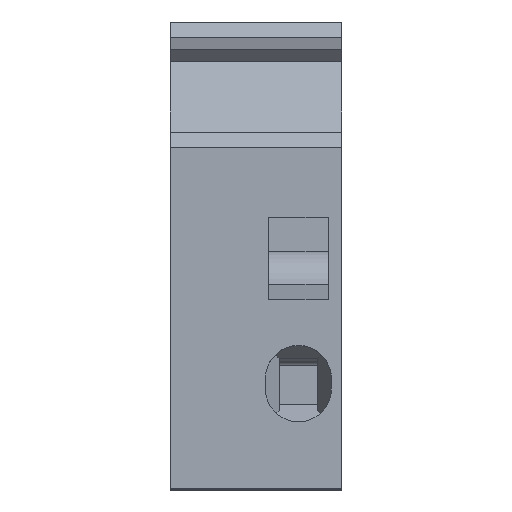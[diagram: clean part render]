
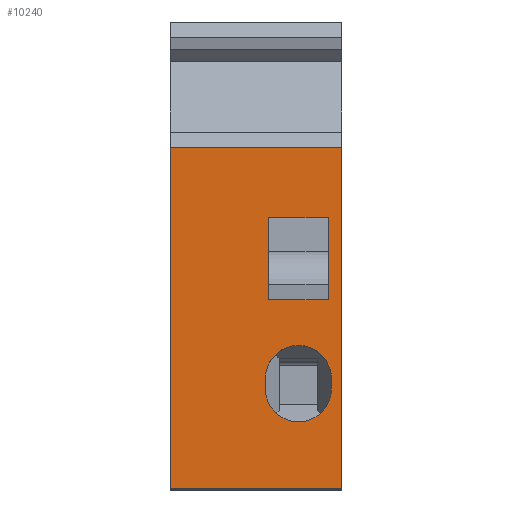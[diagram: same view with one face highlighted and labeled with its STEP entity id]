
A CAD part, top view. The second image highlights one B-rep face of the part: STEP entity #10240.
In plain terms, the highlighted face is planar.
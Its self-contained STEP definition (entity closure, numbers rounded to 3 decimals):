
#450=CARTESIAN_POINT('',(-8.807,57.987,
53.22));
#460=VERTEX_POINT('',#450);
#490=CARTESIAN_POINT('',(-5.971,57.987,
53.22));
#500=DIRECTION('',(1.,0.,0.));
#510=VECTOR('',#500,1.);
#520=LINE('',#490,#510);
#530=CARTESIAN_POINT('',(7.493,57.987,
53.22));
#540=VERTEX_POINT('',#530);
#550=EDGE_CURVE('',#460,#540,#520,.T.);
#9240=CARTESIAN_POINT('',(7.079,57.987,
45.07));
#9250=DIRECTION('',(0.,-1.,0.));
#9260=DIRECTION('',(1.,0.,0.));
#9270=AXIS2_PLACEMENT_3D('',#9240,#9250,#9260);
#9280=PLANE('',#9270);
#9290=CARTESIAN_POINT('',(6.365,57.987,
52.72));
#9300=DIRECTION('',(1.,0.,0.));
#9310=VECTOR('',#9300,1.);
#9320=LINE('',#9290,#9310);
#9330=CARTESIAN_POINT('',(-4.032,57.987,52.72));
#9340=VERTEX_POINT('',#9330);
#9350=CARTESIAN_POINT('',(-3.532,57.987,52.72));
#9360=VERTEX_POINT('',#9350);
#9370=EDGE_CURVE('',#9340,#9360,#9320,.T.);
#9380=ORIENTED_EDGE('',*,*,#9370,.F.);
#9390=CARTESIAN_POINT('',(-3.532,57.987,51.145));
#9400=DIRECTION('',(0.,1.,0.));
#9410=DIRECTION('',(-1.,0.,0.));
#9420=AXIS2_PLACEMENT_3D('',#9390,#9400,#9410);
#9430=CIRCLE('',#9420,1.575);
#9440=CARTESIAN_POINT('',(-3.532,57.987,49.57));
#9450=VERTEX_POINT('',#9440);
#9460=EDGE_CURVE('',#9360,#9450,#9430,.T.);
#9470=ORIENTED_EDGE('',*,*,#9460,.F.);
#9480=CARTESIAN_POINT('',(6.365,57.987,49.57));
#9490=DIRECTION('',(1.,0.,0.));
#9500=VECTOR('',#9490,1.);
#9510=LINE('',#9480,#9500);
#9520=CARTESIAN_POINT('',(-4.032,57.987,49.57));
#9530=VERTEX_POINT('',#9520);
#9540=EDGE_CURVE('',#9530,#9450,#9510,.T.);
#9550=ORIENTED_EDGE('',*,*,#9540,.T.);
#9560=CARTESIAN_POINT('',(-4.032,57.987,51.145));
#9570=DIRECTION('',(0.,1.,0.));
#9580=DIRECTION('',(-1.,0.,0.));
#9590=AXIS2_PLACEMENT_3D('',#9560,#9570,#9580);
#9600=CIRCLE('',#9590,1.575);
#9610=EDGE_CURVE('',#9530,#9340,#9600,.T.);
#9620=ORIENTED_EDGE('',*,*,#9610,.F.);
#9630=EDGE_LOOP('',(#9620,#9550,#9470,#9380));
#9640=FACE_BOUND('',#9630,.T.);
#9650=CARTESIAN_POINT('',(6.365,57.987,49.72));
#9660=DIRECTION('',(-1.,0.,0.));
#9670=VECTOR('',#9660,1.);
#9680=LINE('',#9650,#9670);
#9690=CARTESIAN_POINT('',(4.168,57.987,49.72));
#9700=VERTEX_POINT('',#9690);
#9710=CARTESIAN_POINT('',(0.213,57.987,49.72));
#9720=VERTEX_POINT('',#9710);
#9730=EDGE_CURVE('',#9700,#9720,#9680,.T.);
#9740=ORIENTED_EDGE('',*,*,#9730,.F.);
#9750=CARTESIAN_POINT('',(0.213,57.987,
45.07));
#9760=DIRECTION('',(0.,0.,-1.));
#9770=VECTOR('',#9760,1.);
#9780=LINE('',#9750,#9770);
#9790=CARTESIAN_POINT('',(0.213,57.987,52.57));
#9800=VERTEX_POINT('',#9790);
#9810=EDGE_CURVE('',#9800,#9720,#9780,.T.);
#9820=ORIENTED_EDGE('',*,*,#9810,.T.);
#9830=CARTESIAN_POINT('',(6.365,57.987,52.57));
#9840=DIRECTION('',(1.,0.,0.));
#9850=VECTOR('',#9840,1.);
#9860=LINE('',#9830,#9850);
#9870=CARTESIAN_POINT('',(4.168,57.987,52.57));
#9880=VERTEX_POINT('',#9870);
#9890=EDGE_CURVE('',#9800,#9880,#9860,.T.);
#9900=ORIENTED_EDGE('',*,*,#9890,.F.);
#9910=CARTESIAN_POINT('',(4.168,57.987,
45.07));
#9920=DIRECTION('',(0.,0.,-1.));
#9930=VECTOR('',#9920,1.);
#9940=LINE('',#9910,#9930);
#9950=EDGE_CURVE('',#9880,#9700,#9940,.T.);
#9960=ORIENTED_EDGE('',*,*,#9950,.F.);
#9970=EDGE_LOOP('',(#9960,#9900,#9820,#9740));
#9980=FACE_BOUND('',#9970,.T.);
#9990=CARTESIAN_POINT('',(-5.971,57.987,
45.02));
#10000=DIRECTION('',(1.,0.,0.));
#10010=VECTOR('',#10000,1.);
#10020=LINE('',#9990,#10010);
#10030=CARTESIAN_POINT('',(-8.807,57.987,
45.02));
#10040=VERTEX_POINT('',#10030);
#10050=CARTESIAN_POINT('',(7.493,57.987,
45.02));
#10060=VERTEX_POINT('',#10050);
#10070=EDGE_CURVE('',#10040,#10060,#10020,.T.);
#10080=ORIENTED_EDGE('',*,*,#10070,.F.);
#10090=CARTESIAN_POINT('',(7.493,57.987,
45.07));
#10100=DIRECTION('',(0.,0.,-1.));
#10110=VECTOR('',#10100,1.);
#10120=LINE('',#10090,#10110);
#10130=EDGE_CURVE('',#540,#10060,#10120,.T.);
#10140=ORIENTED_EDGE('',*,*,#10130,.T.);
#10150=ORIENTED_EDGE('',*,*,#550,.T.);
#10160=CARTESIAN_POINT('',(-8.807,57.987,
45.07));
#10170=DIRECTION('',(0.,0.,-1.));
#10180=VECTOR('',#10170,1.);
#10190=LINE('',#10160,#10180);
#10200=EDGE_CURVE('',#460,#10040,#10190,.T.);
#10210=ORIENTED_EDGE('',*,*,#10200,.F.);
#10220=EDGE_LOOP('',(#10210,#10150,#10140,#10080));
#10230=FACE_OUTER_BOUND('',#10220,.T.);
#10240=ADVANCED_FACE('',(#9640,#9980,#10230),#9280,.F.);
